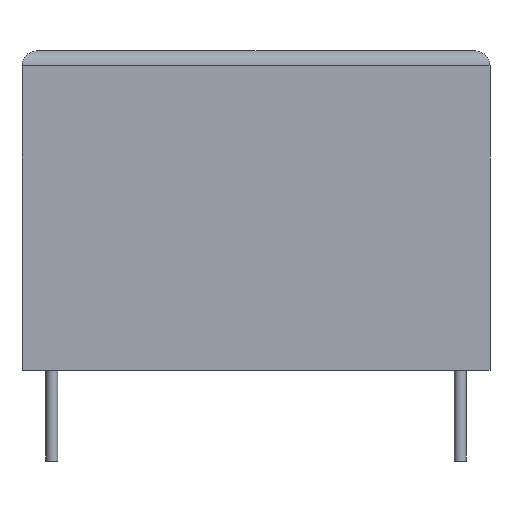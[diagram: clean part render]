
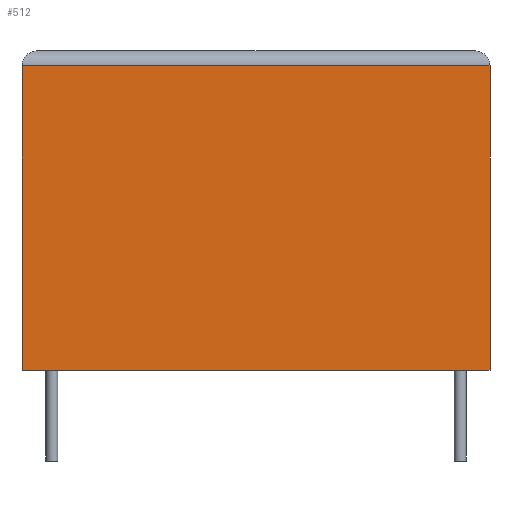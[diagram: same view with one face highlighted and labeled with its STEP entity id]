
A CAD part, front view. The second image highlights one B-rep face of the part: STEP entity #512.
In plain terms, the highlighted planar face has unit normal (0, -1, 0).
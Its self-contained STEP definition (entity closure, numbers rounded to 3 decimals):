
#504=AXIS2_PLACEMENT_3D('Plane Axis2P3D',#501,#502,#503) ;
#172=CARTESIAN_POINT('Vertex',(0.,0.,0.)) ;
#186=CARTESIAN_POINT('Vertex',(31.5,0.,0.)) ;
#189=CARTESIAN_POINT('Line Origine',(15.75,0.,0.)) ;
#307=CARTESIAN_POINT('Vertex',(31.5,0.,20.5)) ;
#354=CARTESIAN_POINT('Vertex',(0.,0.,20.5)) ;
#357=CARTESIAN_POINT('Line Origine',(15.75,0.,20.5)) ;
#434=CARTESIAN_POINT('Line Origine',(0.,0.,10.25)) ;
#482=CARTESIAN_POINT('Line Origine',(31.5,0.,10.25)) ;
#501=CARTESIAN_POINT('Axis2P3D Location',(0.,0.,0.)) ;
#190=DIRECTION('Vector Direction',(1.,0.,0.)) ;
#358=DIRECTION('Vector Direction',(1.,0.,0.)) ;
#435=DIRECTION('Vector Direction',(0.,0.,1.)) ;
#483=DIRECTION('Vector Direction',(0.,0.,1.)) ;
#502=DIRECTION('Axis2P3D Direction',(0.,-1.,0.)) ;
#503=DIRECTION('Axis2P3D XDirection',(1.,0.,0.)) ;
#191=VECTOR('Line Direction',#190,1.) ;
#359=VECTOR('Line Direction',#358,1.) ;
#436=VECTOR('Line Direction',#435,1.) ;
#484=VECTOR('Line Direction',#483,1.) ;
#507=ORIENTED_EDGE('',*,*,#438,.F.) ;
#508=ORIENTED_EDGE('',*,*,#193,.T.) ;
#509=ORIENTED_EDGE('',*,*,#486,.T.) ;
#510=ORIENTED_EDGE('',*,*,#361,.F.) ;
#512=ADVANCED_FACE('PartBody',(#511),#505,.T.) ;
#193=EDGE_CURVE('',#173,#187,#192,.T.) ;
#361=EDGE_CURVE('',#355,#308,#360,.T.) ;
#438=EDGE_CURVE('',#173,#355,#437,.T.) ;
#486=EDGE_CURVE('',#187,#308,#485,.T.) ;
#506=EDGE_LOOP('',(#507,#508,#509,#510)) ;
#511=FACE_OUTER_BOUND('',#506,.T.) ;
#192=LINE('Line',#189,#191) ;
#360=LINE('Line',#357,#359) ;
#437=LINE('Line',#434,#436) ;
#485=LINE('Line',#482,#484) ;
#505=PLANE('Plane',#504) ;
#173=VERTEX_POINT('',#172) ;
#187=VERTEX_POINT('',#186) ;
#308=VERTEX_POINT('',#307) ;
#355=VERTEX_POINT('',#354) ;
